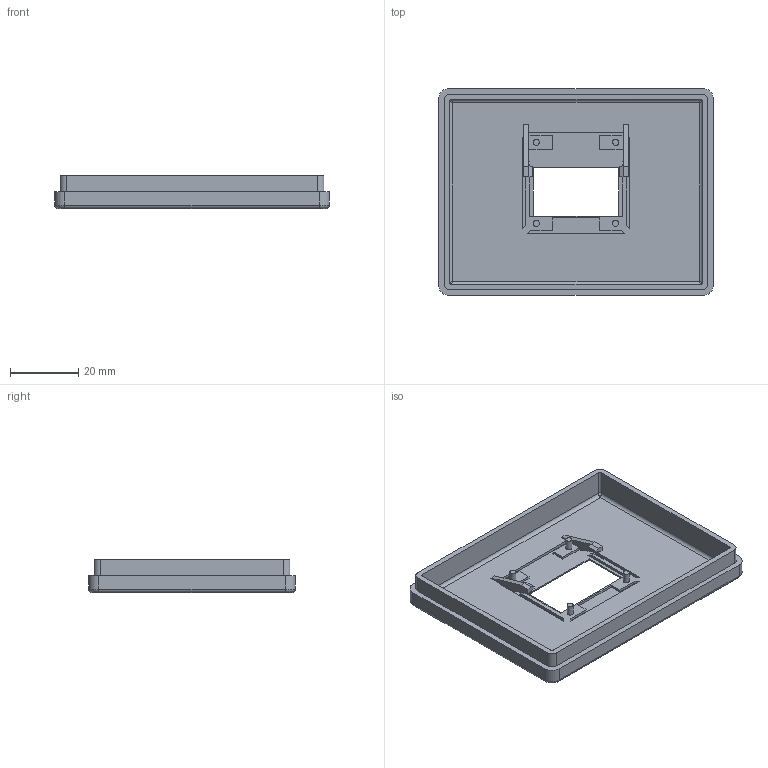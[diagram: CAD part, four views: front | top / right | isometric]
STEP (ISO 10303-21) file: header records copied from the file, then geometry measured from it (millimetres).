
FILE_DESCRIPTION(/* description */ (''),/* implementation_level */ '2;1');
FILE_NAME(/* name */ 'SSM_Case_Lid.stp',/* time_stamp */ '2021-02-06T11:22:19-05:00',/* author */ (''),/* organization */ (''),/* preprocessor_version */ 'ST-DEVELOPER v15.2',/* originating_system */ 'Autodesk Translator Framework v2.0.0.5431',/* authorisation */ '');
FILE_SCHEMA (('AUTOMOTIVE_DESIGN { 1 0 10303 214 3 1 1 }'));
Length unit declared in the file: centimetre
Products named in the file (1): SSM
Bounding box: 80.8 x 60.8 x 9.75 mm (x, y, z)
Volume: 11652.8 mm3; surface area: 14139.2 mm2
Topology: 1 solids, 1 shells, 115 faces, 294 edges, 184 vertices
Faces by surface type: plane 83, cylinder 20, bspline 8, torus 4
Entity records: 4565 total; most frequent: CARTESIAN_POINT 1796, ORIENTED_EDGE 580, DIRECTION 538, EDGE_CURVE 290, LINE 234, VECTOR 234, VERTEX_POINT 184, AXIS2_PLACEMENT_3D 152
